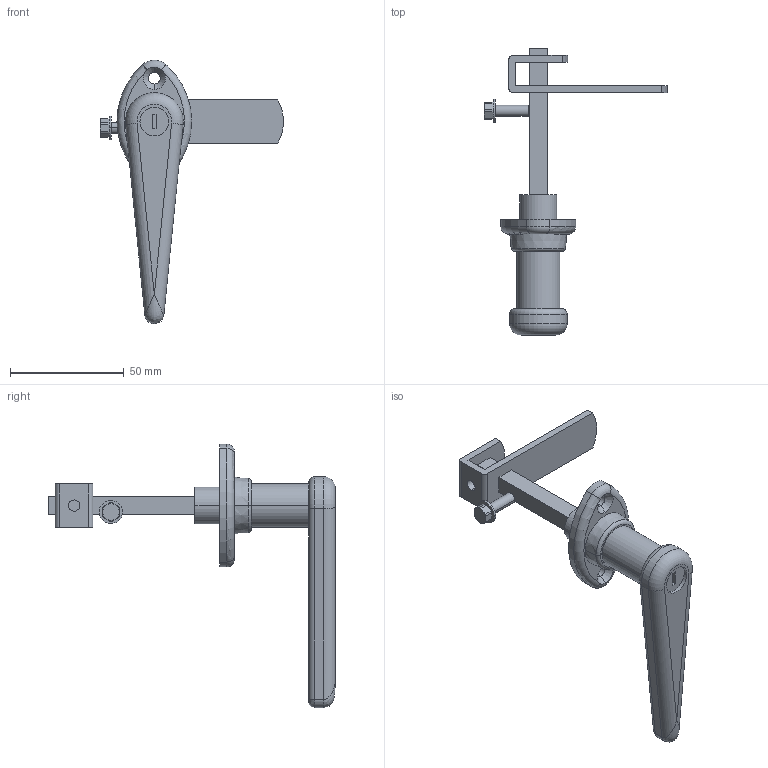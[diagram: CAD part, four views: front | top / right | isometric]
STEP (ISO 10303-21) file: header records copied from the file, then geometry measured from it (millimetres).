
FILE_DESCRIPTION((''),'2;1');
FILE_NAME('15AC7950.stp','2015-07-16T10:33:58',(''),(''),'Mechanical Desktop 2011','Mechanical Desktop 2011',', , ');
FILE_SCHEMA(('AUTOMOTIVE_DESIGN { 1 2 10303 214 1 1 1 1 }'));
Length unit declared in the file: inch
Products named in the file (1): Product
Bounding box: 80.47 x 125.98 x 115.85 mm (x, y, z)
Volume: 47119.8 mm3; surface area: 19172.2 mm2
Topology: 3 solids, 4 shells, 109 faces, 257 edges, 163 vertices
Faces by surface type: plane 47, cylinder 38, cone 14, torus 8, bspline 2
Entity records: 3369 total; most frequent: CARTESIAN_POINT 767, DIRECTION 549, ORIENTED_EDGE 510, EDGE_CURVE 255, AXIS2_PLACEMENT_3D 209, VERTEX_POINT 161, VECTOR 131, LINE 131
